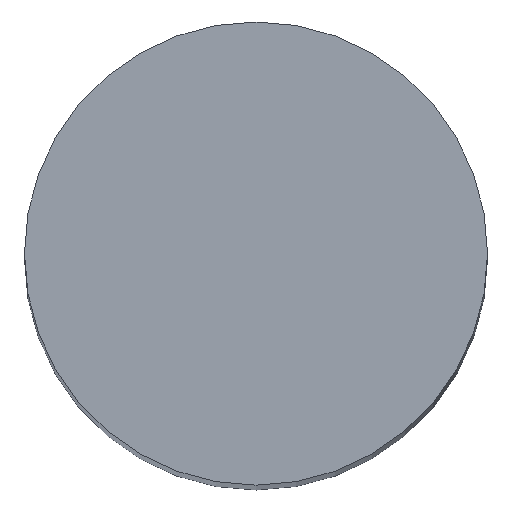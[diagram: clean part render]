
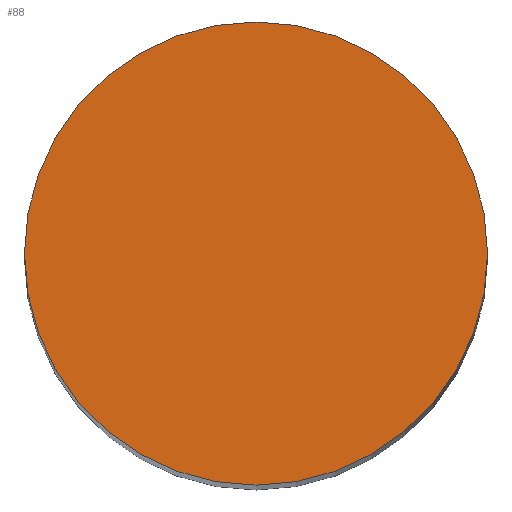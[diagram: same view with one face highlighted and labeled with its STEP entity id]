
A CAD part, top view. The second image highlights one B-rep face of the part: STEP entity #88.
In plain terms, the highlighted planar face has unit normal (0, 0, 1).
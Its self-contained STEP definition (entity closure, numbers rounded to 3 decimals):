
#88=ADVANCED_FACE('240[2]',(#195),#196,.T.);
#102=EDGE_CURVE('240[2]',#218,#218,#219,.T.);
#195=FACE_OUTER_BOUND('',#331,.T.);
#196=PLANE('',#332);
#218=VERTEX_POINT('',#359);
#219=CIRCLE('',#360,4.0);
#331=EDGE_LOOP('',(#469));
#332=AXIS2_PLACEMENT_3D('',#470,#471,#472);
#359=CARTESIAN_POINT('',(0.,4.0,0.));
#360=AXIS2_PLACEMENT_3D('',#497,#498,#499);
#469=ORIENTED_EDGE('',*,*,#102,.F.);
#470=CARTESIAN_POINT('',(0.,2.0,0.));
#471=DIRECTION('',(0.,0.,1.0));
#472=DIRECTION('',(0.,-1.0,0.));
#497=CARTESIAN_POINT('',(0.0,0.0,0.0));
#498=DIRECTION('',(0.,0.,-1.0));
#499=DIRECTION('',(0.,1.0,0.));
